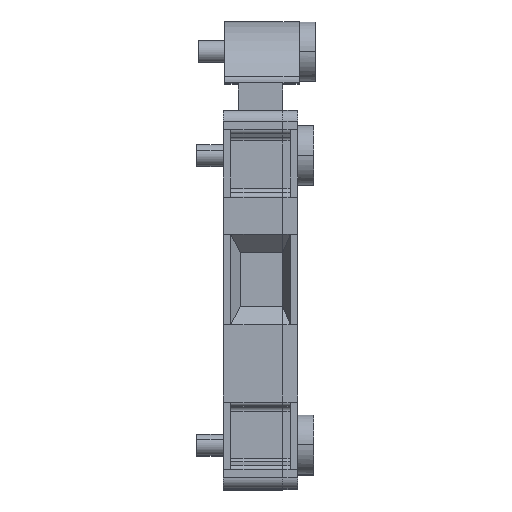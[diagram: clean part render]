
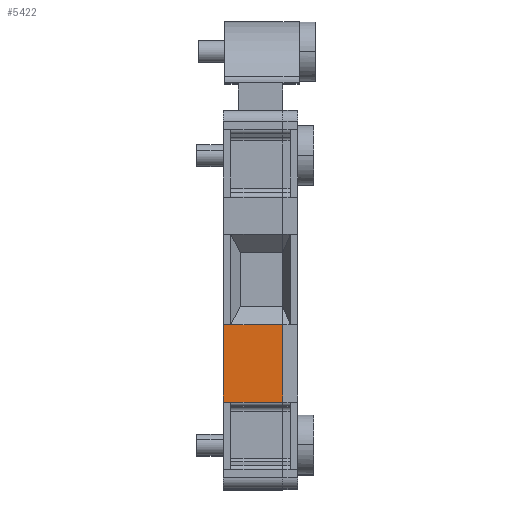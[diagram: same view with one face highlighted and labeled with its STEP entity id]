
A CAD part, top view. The second image highlights one B-rep face of the part: STEP entity #5422.
In plain terms, the highlighted planar face has unit normal (0, 0, 1).
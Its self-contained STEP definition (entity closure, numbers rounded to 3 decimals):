
#1997=AXIS2_PLACEMENT_3D('Plane Axis2P3D',#1994,#1995,#1996) ;
#714=CARTESIAN_POINT('Vertex',(5.8,11.05,73.1)) ;
#717=CARTESIAN_POINT('Line Origine',(5.8,8.45,73.1)) ;
#721=CARTESIAN_POINT('Vertex',(5.8,5.85,73.1)) ;
#1994=CARTESIAN_POINT('Axis2P3D Location',(1.8,0.75,73.1)) ;
#5369=CARTESIAN_POINT('Line Origine',(4.1,5.85,73.1)) ;
#5373=CARTESIAN_POINT('Vertex',(2.3,5.85,73.1)) ;
#5388=CARTESIAN_POINT('Line Origine',(2.05,5.85,73.1)) ;
#5392=CARTESIAN_POINT('Vertex',(1.8,5.85,73.1)) ;
#5395=CARTESIAN_POINT('Line Origine',(4.05,11.05,73.1)) ;
#5399=CARTESIAN_POINT('Vertex',(2.3,11.05,73.1)) ;
#5402=CARTESIAN_POINT('Line Origine',(2.05,11.05,73.1)) ;
#5406=CARTESIAN_POINT('Vertex',(1.8,11.05,73.1)) ;
#5409=CARTESIAN_POINT('Line Origine',(1.8,8.45,73.1)) ;
#718=DIRECTION('Vector Direction',(0.,1.,0.)) ;
#1995=DIRECTION('Axis2P3D Direction',(0.,0.,1.)) ;
#1996=DIRECTION('Axis2P3D XDirection',(0.,1.,0.)) ;
#5370=DIRECTION('Vector Direction',(-1.,0.,0.)) ;
#5389=DIRECTION('Vector Direction',(-1.,0.,0.)) ;
#5396=DIRECTION('Vector Direction',(-1.,0.,0.)) ;
#5403=DIRECTION('Vector Direction',(-1.,0.,0.)) ;
#5410=DIRECTION('Vector Direction',(0.,1.,0.)) ;
#719=VECTOR('Line Direction',#718,1.) ;
#5371=VECTOR('Line Direction',#5370,1.) ;
#5390=VECTOR('Line Direction',#5389,1.) ;
#5397=VECTOR('Line Direction',#5396,1.) ;
#5404=VECTOR('Line Direction',#5403,1.) ;
#5411=VECTOR('Line Direction',#5410,1.) ;
#5415=ORIENTED_EDGE('',*,*,#5394,.F.) ;
#5416=ORIENTED_EDGE('',*,*,#5375,.F.) ;
#5417=ORIENTED_EDGE('',*,*,#723,.T.) ;
#5418=ORIENTED_EDGE('',*,*,#5401,.T.) ;
#5419=ORIENTED_EDGE('',*,*,#5408,.T.) ;
#5420=ORIENTED_EDGE('',*,*,#5413,.F.) ;
#5422=ADVANCED_FACE('FEGH ZTA6/ZA.1\\PartBody',(#5421),#1998,.T.) ;
#723=EDGE_CURVE('',#722,#715,#720,.T.) ;
#5375=EDGE_CURVE('',#722,#5374,#5372,.T.) ;
#5394=EDGE_CURVE('',#5374,#5393,#5391,.T.) ;
#5401=EDGE_CURVE('',#715,#5400,#5398,.T.) ;
#5408=EDGE_CURVE('',#5400,#5407,#5405,.T.) ;
#5413=EDGE_CURVE('',#5393,#5407,#5412,.T.) ;
#5414=EDGE_LOOP('',(#5415,#5416,#5417,#5418,#5419,#5420)) ;
#5421=FACE_OUTER_BOUND('',#5414,.T.) ;
#720=LINE('Line',#717,#719) ;
#5372=LINE('Line',#5369,#5371) ;
#5391=LINE('Line',#5388,#5390) ;
#5398=LINE('Line',#5395,#5397) ;
#5405=LINE('Line',#5402,#5404) ;
#5412=LINE('Line',#5409,#5411) ;
#1998=PLANE('',#1997) ;
#715=VERTEX_POINT('',#714) ;
#722=VERTEX_POINT('',#721) ;
#5374=VERTEX_POINT('',#5373) ;
#5393=VERTEX_POINT('',#5392) ;
#5400=VERTEX_POINT('',#5399) ;
#5407=VERTEX_POINT('',#5406) ;
